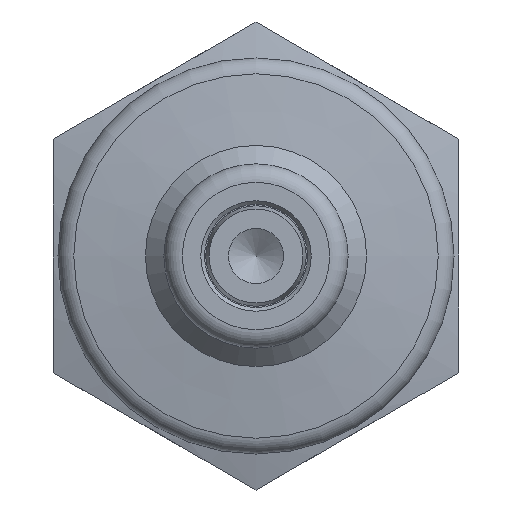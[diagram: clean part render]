
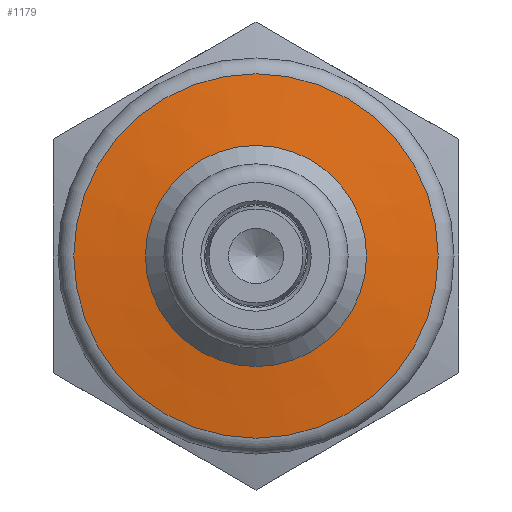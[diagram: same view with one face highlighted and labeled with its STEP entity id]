
A CAD part, left-side view. The second image highlights one B-rep face of the part: STEP entity #1179.
In plain terms, the highlighted conical face has half-angle 82 degrees and reference radius 8.375 mm.
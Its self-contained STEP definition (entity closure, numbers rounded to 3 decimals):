
#97=LINE('',#2006,#136);
#136=VECTOR('',#1605,8.375);
#173=CONICAL_SURFACE('',#1330,8.375,1.431);
#311=FACE_OUTER_BOUND('',#391,.T.);
#391=EDGE_LOOP('',(#961,#962,#963,#964,#965));
#466=CIRCLE('',#1301,6.);
#487=CIRCLE('',#1331,9.889);
#488=CIRCLE('',#1332,9.889);
#561=VERTEX_POINT('',#1949);
#579=VERTEX_POINT('',#2003);
#580=VERTEX_POINT('',#2004);
#688=EDGE_CURVE('',#561,#561,#466,.T.);
#715=EDGE_CURVE('',#579,#580,#487,.T.);
#716=EDGE_CURVE('',#579,#561,#97,.T.);
#717=EDGE_CURVE('',#580,#579,#488,.T.);
#961=ORIENTED_EDGE('',*,*,#715,.F.);
#962=ORIENTED_EDGE('',*,*,#716,.T.);
#963=ORIENTED_EDGE('',*,*,#688,.T.);
#964=ORIENTED_EDGE('',*,*,#716,.F.);
#965=ORIENTED_EDGE('',*,*,#717,.F.);
#1179=ADVANCED_FACE('',(#311),#173,.T.);
#1301=AXIS2_PLACEMENT_3D('',#1950,#1537,#1538);
#1330=AXIS2_PLACEMENT_3D('',#2002,#1601,#1602);
#1331=AXIS2_PLACEMENT_3D('',#2005,#1603,#1604);
#1332=AXIS2_PLACEMENT_3D('',#2007,#1606,#1607);
#1537=DIRECTION('center_axis',(1.,0.,0.));
#1538=DIRECTION('ref_axis',(0.,1.,0.));
#1601=DIRECTION('center_axis',(1.,0.,0.));
#1602=DIRECTION('ref_axis',(0.,1.,0.));
#1603=DIRECTION('center_axis',(1.,0.,0.));
#1604=DIRECTION('ref_axis',(0.,-1.,0.));
#1605=DIRECTION('',(-0.139,0.99,0.));
#1606=DIRECTION('center_axis',(1.,0.,0.));
#1607=DIRECTION('ref_axis',(0.,-1.,0.));
#1949=CARTESIAN_POINT('',(20.,-6.,0.));
#1950=CARTESIAN_POINT('Origin',(20.,0.,0.));
#2002=CARTESIAN_POINT('Origin',(20.334,0.,0.));
#2003=CARTESIAN_POINT('',(20.547,-9.889,0.));
#2004=CARTESIAN_POINT('',(20.547,0.,9.889));
#2005=CARTESIAN_POINT('Origin',(20.547,0.,0.));
#2006=CARTESIAN_POINT('',(20.334,-8.375,0.));
#2007=CARTESIAN_POINT('Origin',(20.547,0.,0.));
